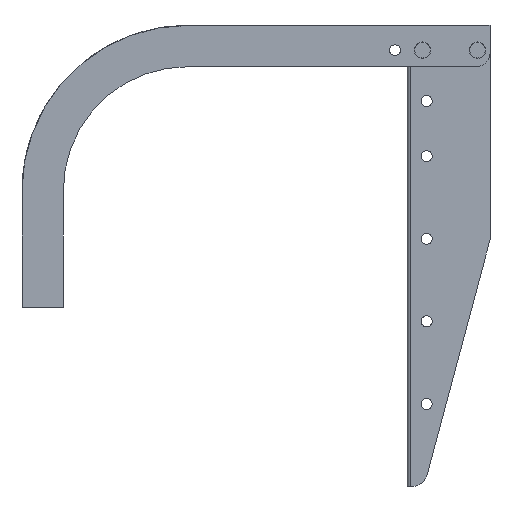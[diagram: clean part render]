
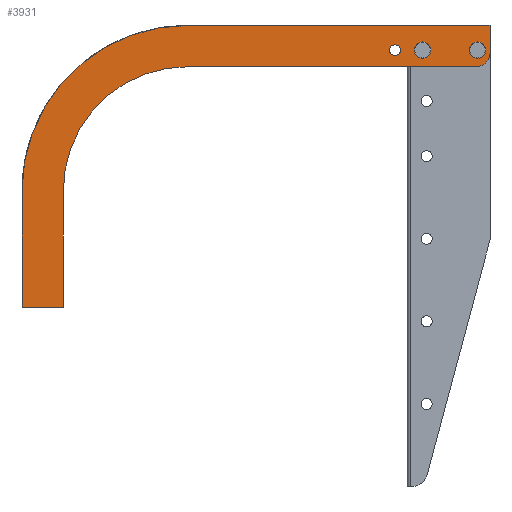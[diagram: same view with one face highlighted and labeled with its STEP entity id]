
A CAD part, left-side view. The second image highlights one B-rep face of the part: STEP entity #3931.
In plain terms, the highlighted planar face has unit normal (-1, 0, 0).
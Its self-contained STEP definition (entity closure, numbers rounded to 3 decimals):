
#6 = VERTEX_POINT ( 'NONE', #1904 ) ;
#8 = VERTEX_POINT ( 'NONE', #1927 ) ;
#14 = VERTEX_POINT ( 'NONE', #1863 ) ;
#19 = VERTEX_POINT ( 'NONE', #2058 ) ;
#22 = VERTEX_POINT ( 'NONE', #2055 ) ;
#26 = VERTEX_POINT ( 'NONE', #2051 ) ;
#34 = VERTEX_POINT ( 'NONE', #2043 ) ;
#630 = DIRECTION ( 'NONE',  ( 0., 0., 1. ) ) ;
#632 = DIRECTION ( 'NONE',  ( -1., 0., 0. ) ) ;
#634 = CARTESIAN_POINT ( 'NONE',  ( -24.5, -49.5, 152. ) ) ;
#668 = DIRECTION ( 'NONE',  ( 0., 1., 0. ) ) ;
#671 = CARTESIAN_POINT ( 'NONE',  ( -24.5, 251.5, -35. ) ) ;
#767 = DIRECTION ( 'NONE',  ( 0., 0., 1. ) ) ;
#768 = DIRECTION ( 'NONE',  ( -1., 0., 0. ) ) ;
#769 = CARTESIAN_POINT ( 'NONE',  ( -24.5, -9.5, 152. ) ) ;
#838 = CARTESIAN_POINT ( 'NONE',  ( -24.5, 251.5, -35. ) ) ;
#843 = CARTESIAN_POINT ( 'NONE',  ( -24.5, 281.5, -35. ) ) ;
#1012 = CIRCLE ( 'NONE', #1300, 4. ) ;
#1023 = VECTOR ( 'NONE', #1956, 1000. ) ;
#1026 = LINE ( 'NONE', #1957, #1023 ) ;
#1028 = CIRCLE ( 'NONE', #1296, 10. ) ;
#1031 = VECTOR ( 'NONE', #1961, 1000. ) ;
#1033 = LINE ( 'NONE', #1970, #1031 ) ;
#1075 = VECTOR ( 'NONE', #2025, 1000. ) ;
#1076 = LINE ( 'NONE', #2029, #1080 ) ;
#1077 = LINE ( 'NONE', #2030, #1082 ) ;
#1078 = CIRCLE ( 'NONE', #1309, 90. ) ;
#1079 = CIRCLE ( 'NONE', #1308, 120. ) ;
#1080 = VECTOR ( 'NONE', #2034, 1000. ) ;
#1082 = VECTOR ( 'NONE', #2024, 1000. ) ;
#1083 = LINE ( 'NONE', #2023, #1075 ) ;
#1229 = AXIS2_PLACEMENT_3D ( 'NONE', #634, #632, #630 ) ;
#1238 = AXIS2_PLACEMENT_3D ( 'NONE', #769, #768, #767 ) ;
#1296 = AXIS2_PLACEMENT_3D ( 'NONE', #1925, #1924, #1923 ) ;
#1300 = AXIS2_PLACEMENT_3D ( 'NONE', #1943, #1942, #1941 ) ;
#1308 = AXIS2_PLACEMENT_3D ( 'NONE', #2020, #2019, #2018 ) ;
#1309 = AXIS2_PLACEMENT_3D ( 'NONE', #2028, #2027, #2026 ) ;
#1310 = EDGE_CURVE ( 'NONE', #8, #22, #1078, .T. ) ;
#1311 = EDGE_CURVE ( 'NONE', #22, #1712, #1076, .T. ) ;
#1312 = EDGE_CURVE ( 'NONE', #6, #1709, #1077, .T. ) ;
#1313 = EDGE_CURVE ( 'NONE', #19, #6, #1079, .T. ) ;
#1314 = EDGE_CURVE ( 'NONE', #19, #26, #1083, .T. ) ;
#1357 = EDGE_CURVE ( 'NONE', #8, #14, #1033, .T. ) ;
#1360 = EDGE_CURVE ( 'NONE', #34, #26, #1026, .T. ) ;
#1366 = EDGE_CURVE ( 'NONE', #2871, #2871, #1012, .T. ) ;
#1371 = EDGE_CURVE ( 'NONE', #14, #34, #1028, .T. ) ;
#1422 = AXIS2_PLACEMENT_3D ( 'NONE', #2578, #2574, #2580 ) ;
#1617 = EDGE_LOOP ( 'NONE', ( #3543 ) ) ;
#1618 = EDGE_LOOP ( 'NONE', ( #3544, #3545, #3546, #3547, #3548, #3549, #3550, #3551, #3554 ) ) ;
#1641 = EDGE_LOOP ( 'NONE', ( #3542 ) ) ;
#1667 = EDGE_LOOP ( 'NONE', ( #3541 ) ) ;
#1709 = VERTEX_POINT ( 'NONE', #843 ) ;
#1712 = VERTEX_POINT ( 'NONE', #838 ) ;
#1736 = EDGE_CURVE ( 'NONE', #2855, #2855, #3421, .T. ) ;
#1756 = EDGE_CURVE ( 'NONE', #1712, #1709, #3380, .T. ) ;
#1764 = EDGE_CURVE ( 'NONE', #2850, #2850, #3364, .T. ) ;
#1863 = CARTESIAN_POINT ( 'NONE',  ( -24.5, -48.5, 140. ) ) ;
#1904 = CARTESIAN_POINT ( 'NONE',  ( -24.5, 281.5, 50. ) ) ;
#1923 = DIRECTION ( 'NONE',  ( 0., 1., 0. ) ) ;
#1924 = DIRECTION ( 'NONE',  ( -1., 0., 0. ) ) ;
#1925 = CARTESIAN_POINT ( 'NONE',  ( -24.5, -48.5, 150. ) ) ;
#1927 = CARTESIAN_POINT ( 'NONE',  ( -24.5, 161.5, 140. ) ) ;
#1941 = DIRECTION ( 'NONE',  ( 0., -1., 0. ) ) ;
#1942 = DIRECTION ( 'NONE',  ( 1., 0., 0. ) ) ;
#1943 = CARTESIAN_POINT ( 'NONE',  ( -24.5, 10.5, 152. ) ) ;
#1956 = DIRECTION ( 'NONE',  ( 0., 0., 1. ) ) ;
#1957 = CARTESIAN_POINT ( 'NONE',  ( -24.5, -58.5, 170. ) ) ;
#1961 = DIRECTION ( 'NONE',  ( 0., -1., 0. ) ) ;
#1970 = CARTESIAN_POINT ( 'NONE',  ( -24.5, 161.5, 140. ) ) ;
#2018 = DIRECTION ( 'NONE',  ( 0., 1., 0. ) ) ;
#2019 = DIRECTION ( 'NONE',  ( -1., 0., 0. ) ) ;
#2020 = CARTESIAN_POINT ( 'NONE',  ( -24.5, 161.5, 50. ) ) ;
#2023 = CARTESIAN_POINT ( 'NONE',  ( -24.5, 161.5, 170. ) ) ;
#2024 = DIRECTION ( 'NONE',  ( 0., 0., -1. ) ) ;
#2025 = DIRECTION ( 'NONE',  ( 0., -1., 0. ) ) ;
#2026 = DIRECTION ( 'NONE',  ( 0., 1., 0. ) ) ;
#2027 = DIRECTION ( 'NONE',  ( -1., 0., 0. ) ) ;
#2028 = CARTESIAN_POINT ( 'NONE',  ( -24.5, 161.5, 50. ) ) ;
#2029 = CARTESIAN_POINT ( 'NONE',  ( -24.5, 251.5, 50. ) ) ;
#2030 = CARTESIAN_POINT ( 'NONE',  ( -24.5, 281.5, 50. ) ) ;
#2034 = DIRECTION ( 'NONE',  ( 0., 0., -1. ) ) ;
#2043 = CARTESIAN_POINT ( 'NONE',  ( -24.5, -58.5, 150. ) ) ;
#2051 = CARTESIAN_POINT ( 'NONE',  ( -24.5, -58.5, 170. ) ) ;
#2055 = CARTESIAN_POINT ( 'NONE',  ( -24.5, 251.5, 50. ) ) ;
#2058 = CARTESIAN_POINT ( 'NONE',  ( -24.5, 161.5, 170. ) ) ;
#2574 = DIRECTION ( 'NONE',  ( 1., 0., 0. ) ) ;
#2578 = CARTESIAN_POINT ( 'NONE',  ( -24.5, 161.5, 170. ) ) ;
#2579 = PLANE ( 'NONE',  #1422 ) ;
#2580 = DIRECTION ( 'NONE',  ( 0., -1., 0. ) ) ;
#2694 = CARTESIAN_POINT ( 'NONE',  ( -24.5, 6.5, 152. ) ) ;
#2714 = CARTESIAN_POINT ( 'NONE',  ( -24.5, -9.5, 157.7 ) ) ;
#2719 = CARTESIAN_POINT ( 'NONE',  ( -24.5, -49.5, 157.7 ) ) ;
#2850 = VERTEX_POINT ( 'NONE', #2719 ) ;
#2855 = VERTEX_POINT ( 'NONE', #2714 ) ;
#2871 = VERTEX_POINT ( 'NONE', #2694 ) ;
#3006 = FACE_BOUND ( 'NONE', #1641, .T. ) ;
#3007 = FACE_OUTER_BOUND ( 'NONE', #1618, .T. ) ;
#3009 = FACE_BOUND ( 'NONE', #1667, .T. ) ;
#3011 = FACE_BOUND ( 'NONE', #1617, .T. ) ;
#3364 = CIRCLE ( 'NONE', #1229, 5.7 ) ;
#3377 = VECTOR ( 'NONE', #668, 1000. ) ;
#3380 = LINE ( 'NONE', #671, #3377 ) ;
#3421 = CIRCLE ( 'NONE', #1238, 5.7 ) ;
#3541 = ORIENTED_EDGE ( 'NONE', *, *, #1764, .F. ) ;
#3542 = ORIENTED_EDGE ( 'NONE', *, *, #1736, .F. ) ;
#3543 = ORIENTED_EDGE ( 'NONE', *, *, #1366, .T. ) ;
#3544 = ORIENTED_EDGE ( 'NONE', *, *, #1357, .T. ) ;
#3545 = ORIENTED_EDGE ( 'NONE', *, *, #1371, .T. ) ;
#3546 = ORIENTED_EDGE ( 'NONE', *, *, #1360, .T. ) ;
#3547 = ORIENTED_EDGE ( 'NONE', *, *, #1314, .F. ) ;
#3548 = ORIENTED_EDGE ( 'NONE', *, *, #1313, .T. ) ;
#3549 = ORIENTED_EDGE ( 'NONE', *, *, #1312, .T. ) ;
#3550 = ORIENTED_EDGE ( 'NONE', *, *, #1756, .F. ) ;
#3551 = ORIENTED_EDGE ( 'NONE', *, *, #1311, .F. ) ;
#3554 = ORIENTED_EDGE ( 'NONE', *, *, #1310, .F. ) ;
#3931 = ADVANCED_FACE ( 'NONE', ( #3009, #3006, #3011, #3007 ), #2579, .F. ) ;
